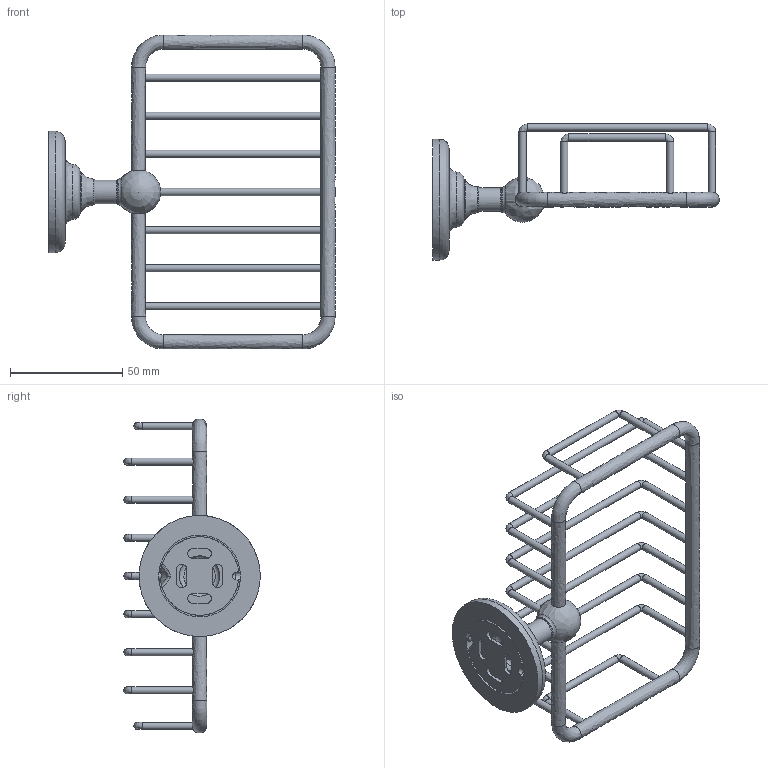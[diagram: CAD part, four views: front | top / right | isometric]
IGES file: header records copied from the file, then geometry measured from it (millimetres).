
Global section: file name: N4330; native system: Autodesk Inventor 2018; preprocessor: unknown; author: aprice; date: 20170920.145407; units: millimetre
Bounding box: 127.67 x 60.73 x 140 mm (x, y, z)
Volume: 42093.7 mm3; surface area: 34415.8 mm2
Topology: 17 solids, 17 shells, 237 faces, 615 edges, 415 vertices
Faces by surface type: bspline 237
